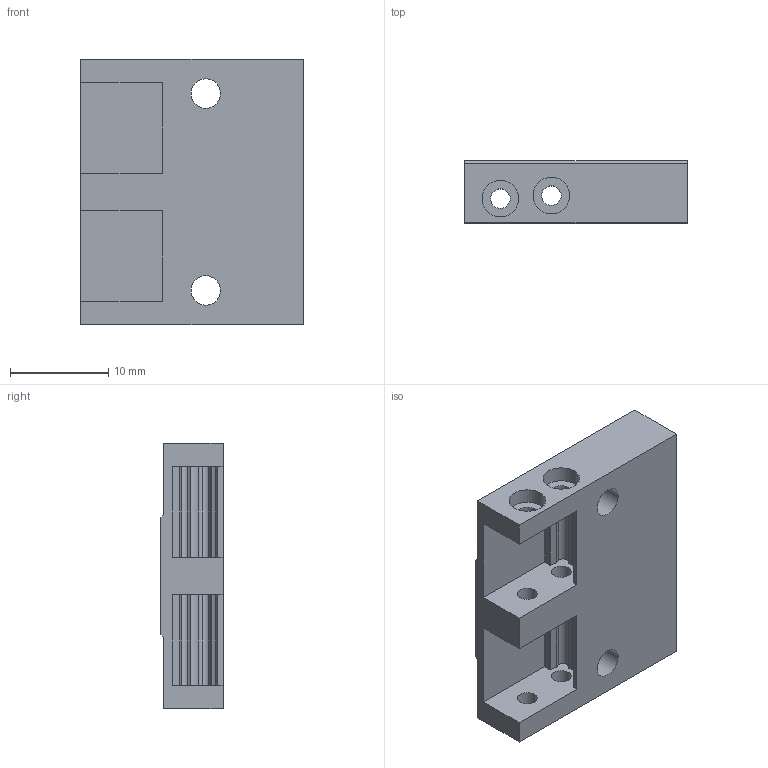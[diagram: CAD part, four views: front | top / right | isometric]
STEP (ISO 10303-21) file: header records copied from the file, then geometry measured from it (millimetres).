
FILE_DESCRIPTION(/* description */ (''),/* implementation_level */ '2;1');
FILE_NAME(/* name */ 'shuttlething_v0.3_v96.step',/* time_stamp */ '2024-03-24T12:40:59+01:00',/* author */ (''),/* organization */ (''),/* preprocessor_version */ 'ST-DEVELOPER v20',/* originating_system */ 'Autodesk Translation Framework v12.20.1.177',/* authorisation */ '');
FILE_SCHEMA (('AUTOMOTIVE_DESIGN { 1 0 10303 214 3 1 1 }'));
Length unit declared in the file: millimetre
Products named in the file (1): shuttlething_v0.3
Bounding box: 22.6 x 6.3 x 27 mm (x, y, z)
Volume: 2650.7 mm3; surface area: 2285.4 mm2
Topology: 1 solids, 1 shells, 56 faces, 157 edges, 105 vertices
Faces by surface type: cylinder 34, plane 22
Full cylindrical faces by diameter (mm): 2 x6, 3 x2, 3.73 x2
Entity records: 1909 total; most frequent: DIRECTION 339, CARTESIAN_POINT 319, ORIENTED_EDGE 314, EDGE_CURVE 157, AXIS2_PLACEMENT_3D 125, VERTEX_POINT 105, LINE 89, VECTOR 89
